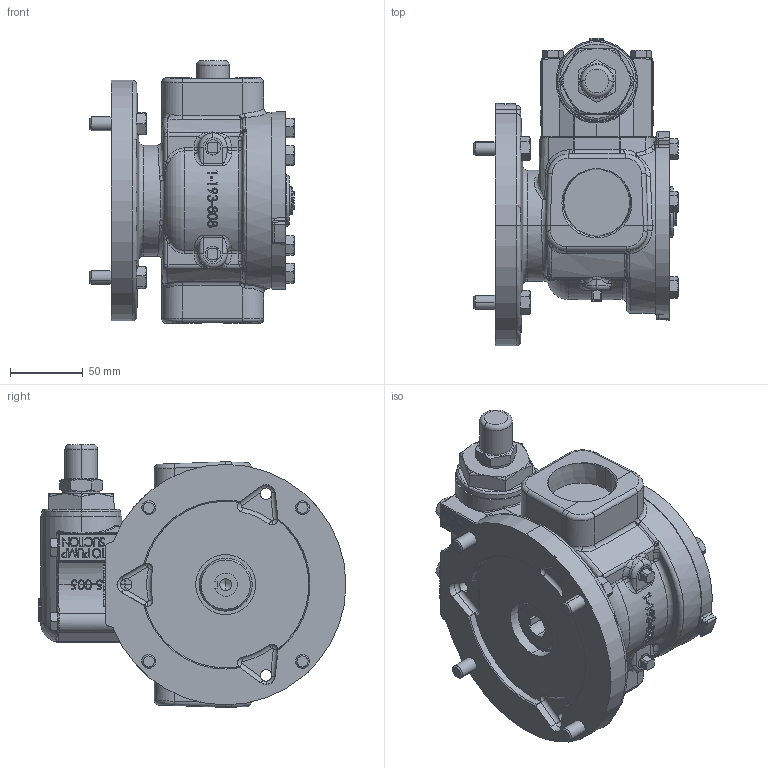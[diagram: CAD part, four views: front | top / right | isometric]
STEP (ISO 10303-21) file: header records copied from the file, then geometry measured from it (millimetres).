
FILE_DESCRIPTION (( 'STEP AP214' ), '1' );
FILE_NAME ('H75.STEP', '2017-05-15T14:12:31', ( '' ), ( '' ), 'SwSTEP 2.0', 'SolidWorks 2016', '' );
FILE_SCHEMA (( 'AUTOMOTIVE_DESIGN' ));
Length unit declared in the file: inch
Products named in the file (2): H75
Bounding box: 140.11 x 211.27 x 180.32 mm (x, y, z)
Volume: 1880824.6 mm3; surface area: 162230.2 mm2
Topology: 1 solids, 1 shells, 1804 faces, 4563 edges, 2844 vertices
Faces by surface type: plane 727, bspline 555, cylinder 243, cone 172, torus 68, sphere 39
Entity records: 90138 total; most frequent: CARTESIAN_POINT 46707, ORIENTED_EDGE 9062, DIRECTION 6103, EDGE_CURVE 4531, VERTEX_POINT 2843, AXIS2_PLACEMENT_3D 2106, EDGE_LOOP 1924, VECTOR 1891
